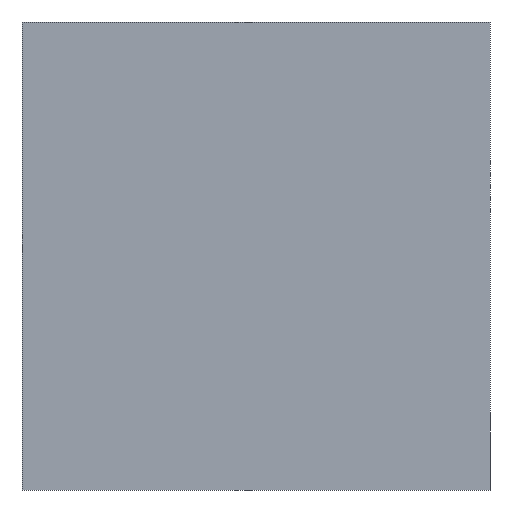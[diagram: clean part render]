
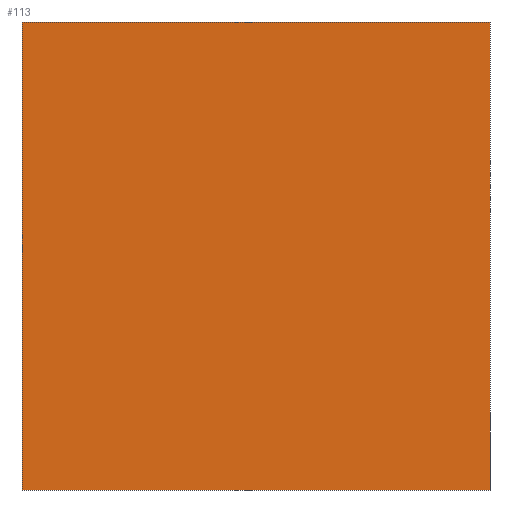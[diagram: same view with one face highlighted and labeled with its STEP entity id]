
A CAD part, front view. The second image highlights one B-rep face of the part: STEP entity #113.
In plain terms, the highlighted planar face has unit normal (0, -1, 0).
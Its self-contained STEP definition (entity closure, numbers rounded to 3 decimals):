
#113 = ADVANCED_FACE( '', ( #234 ), #235, .F. );
#234 = FACE_OUTER_BOUND( '', #395, .T. );
#235 = PLANE( '', #396 );
#395 = EDGE_LOOP( '', ( #766, #767, #768, #769 ) );
#396 = AXIS2_PLACEMENT_3D( '', #770, #771, #772 );
#766 = ORIENTED_EDGE( '', *, *, #980, .T. );
#767 = ORIENTED_EDGE( '', *, *, #939, .F. );
#768 = ORIENTED_EDGE( '', *, *, #930, .F. );
#769 = ORIENTED_EDGE( '', *, *, #977, .T. );
#770 = CARTESIAN_POINT( '', ( 150., 0., 300. ) );
#771 = DIRECTION( '', ( 0., 1., 0. ) );
#772 = DIRECTION( '', ( 0., 0., 1. ) );
#930 = EDGE_CURVE( '', #1096, #1098, #1099, .T. );
#939 = EDGE_CURVE( '', #1098, #1112, #1114, .T. );
#977 = EDGE_CURVE( '', #1096, #1170, #1172, .T. );
#980 = EDGE_CURVE( '', #1170, #1112, #1175, .T. );
#1096 = VERTEX_POINT( '', #1338 );
#1098 = VERTEX_POINT( '', #1341 );
#1099 = LINE( '', #1342, #1343 );
#1112 = VERTEX_POINT( '', #1357 );
#1114 = LINE( '', #1360, #1361 );
#1170 = VERTEX_POINT( '', #1432 );
#1172 = LINE( '', #1435, #1436 );
#1175 = LINE( '', #1440, #1441 );
#1338 = CARTESIAN_POINT( '', ( 150., 0., 300. ) );
#1341 = CARTESIAN_POINT( '', ( 150., 0., 0. ) );
#1342 = CARTESIAN_POINT( '', ( 150., 0., 300. ) );
#1343 = VECTOR( '', #1562, 1000. );
#1357 = CARTESIAN_POINT( '', ( -150., 0., 0. ) );
#1360 = CARTESIAN_POINT( '', ( 150., 0., 0. ) );
#1361 = VECTOR( '', #1583, 1000. );
#1432 = CARTESIAN_POINT( '', ( -150., 0., 300. ) );
#1435 = CARTESIAN_POINT( '', ( 150., 0., 300. ) );
#1436 = VECTOR( '', #1663, 1000. );
#1440 = CARTESIAN_POINT( '', ( -150., 0., 300. ) );
#1441 = VECTOR( '', #1668, 1000. );
#1562 = DIRECTION( '', ( 0., 0., -1. ) );
#1583 = DIRECTION( '', ( -1., 0., 0. ) );
#1663 = DIRECTION( '', ( -1., 0., 0. ) );
#1668 = DIRECTION( '', ( 0., 0., -1. ) );
